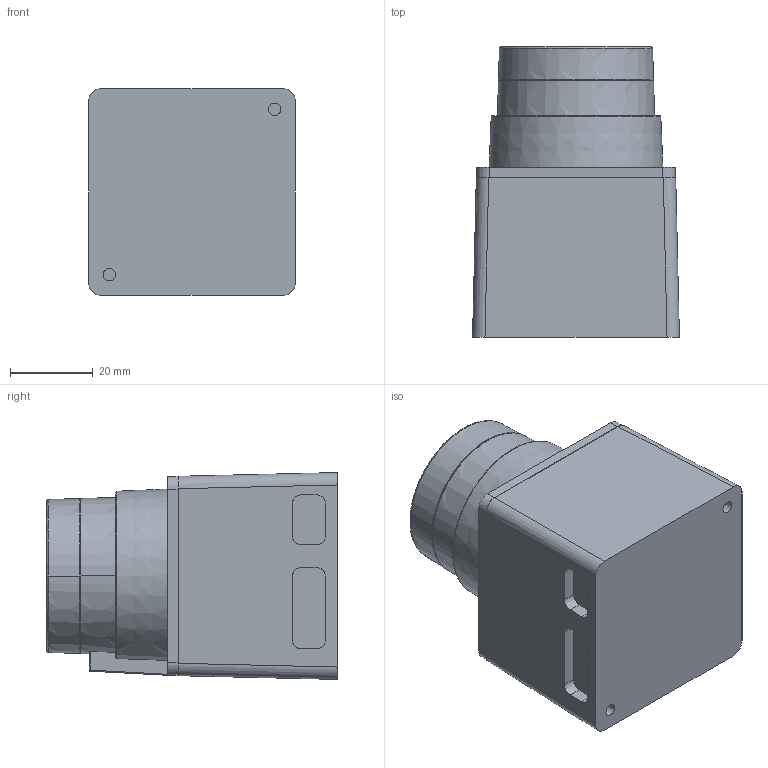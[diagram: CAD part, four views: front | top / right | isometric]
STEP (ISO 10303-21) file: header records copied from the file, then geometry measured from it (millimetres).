
FILE_DESCRIPTION((''),'2;1');
FILE_NAME('LASER_HOKUYO_URG04LX','2011-01-31T',('lucid'),(''),'PRO/ENGINEER BY PARAMETRIC TECHNOLOGY CORPORATION, 2009220','PRO/ENGINEER BY PARAMETRIC TECHNOLOGY CORPORATION, 2009220','');
FILE_SCHEMA(('CONFIG_CONTROL_DESIGN'));
Length unit declared in the file: millimetre
Products named in the file (1): LASER_HOKUYO_URG04LX
Bounding box: 50 x 70.25 x 50 mm (x, y, z)
Surface area: 16659.7 mm2 (no closed solid volume)
Topology: 0 solids, 0 shells, 70 faces, 352 edges, 350 vertices
Faces by surface type: bspline 68, sphere 2
Entity records: 7021 total; most frequent: CARTESIAN_POINT 4003, DIRECTION 434, TRIMMED_CURVE 384, DEFINITIONAL_REPRESENTATION 346, PCURVE 346, COMPOSITE_CURVE_SEGMENT 346, VECTOR 338, LINE 338
